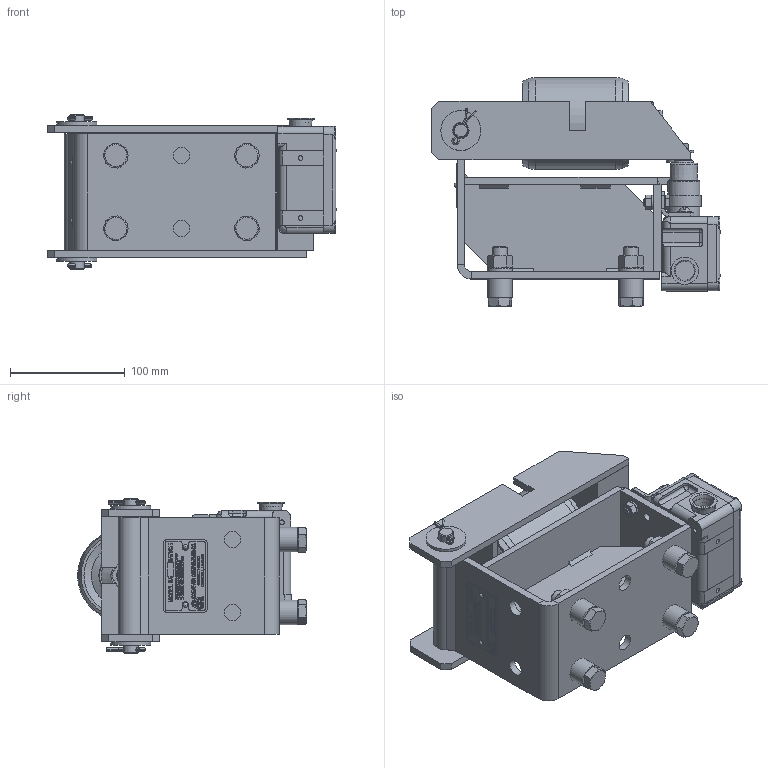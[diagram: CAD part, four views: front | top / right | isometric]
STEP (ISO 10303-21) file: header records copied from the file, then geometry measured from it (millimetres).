
FILE_DESCRIPTION(('Model BA-1X Belt Alignment Control'),'2;1');
FILE_NAME('BA-1X.stp','2012-11-20T09:49:45',('GL'),('Conveyor Components Company'),'Autodesk Inventor 2012','Autodesk Inventor 2012','GL');
FILE_SCHEMA(('AUTOMOTIVE_DESIGN { 1 0 10303 214 1 1 1 1 }'));
Length unit declared in the file: inch
Products named in the file (41): BA-1X; 20060054; 20060054_Welds; 20060057; 20060008; 20060006; 20060005; 20060305; 20060055; 20060055_Welds; 20060011; 20060010; 20060009; 20060003; Plain Washer (Inch) 1/2 - wide - Type A; 20065100; 20060014; 22011090; 22014001; 22013425; 22011083; 20013063; 22016101; 20060025_BA-1X; 22011011; 22013101; 22013102; 20044205; Compress Spring; Compress Spring1; 20060026; 20066544; 22014406; Hex Nut - Inch 1/2 - 13; Regular Helical Spring Lock Washer (Inch) 1/2; 22011310; 20060013; 20060116; 20061176; 22018512 ...
Assembly tree (64 placements, depth 4):
  BA-1X
    20060054
      20060054_Welds
      20060057
      20060008
      20060006
      20060005
      20060305
    20060055
      20060055_Welds
      20060011
      20060010
      20060009  x2
    20060003
    Plain Washer (Inch) 1/2 - wide - Type A  x2
    20065100  x2
    20060014
    22011090  x2
    22014001  x2
    22013425  x2
    22011083  x2
    20013063  x2
    22016101  x2
    20060025_BA-1X
      22011011
      22013101
      22013102
      20044205
      Compress Spring
        Compress Spring1
    20060026
      20066544
      22014406  x4
    Hex Nut - Inch 1/2 - 13  x4
    Regular Helical Spring Lock Washer (Inch) 1/2  x4
    22011310  x4
    20060013  x4
    20060116
      20061176
      22018512
    20060049
Bounding box: 251.74 x 199.57 x 134.95 mm (x, y, z)
Volume: 1137960.3 mm3; surface area: 456230.8 mm2
Topology: 77 solids, 99 shells, 4081 faces, 10188 edges, 6526 vertices
Faces by surface type: plane 1995, bspline 889, cylinder 516, cone 360, sphere 175, torus 146
Full cylindrical faces by diameter (mm): 0.935 x1, 1.189 x1, 2.032 x2, 2.21 x4, 2.388 x2, 2.464 x2, 2.769 x2, 3.962 x2, 4.039 x6, 4.826 x2, 4.978 x2, 5.563 x2, 6.35 x2, 7.142 x3, 7.144 x4, 7.798 x2, 8.268 x1, 9.525 x2, 9.652 x1, 10.001 x2, 10.592 x8, 11.125 x1, 12.7 x8, 12.859 x1, 12.9 x2, 13.494 x2, 13.868 x4, 14.275 x2, 14.288 x8, 14.3 x1
Entity records: 123675 total; most frequent: CARTESIAN_POINT 37957, ORIENTED_EDGE 18192, DIRECTION 14798, EDGE_CURVE 9096, VERTEX_POINT 6008, VECTOR 5204, LINE 5204, AXIS2_PLACEMENT_3D 4797
